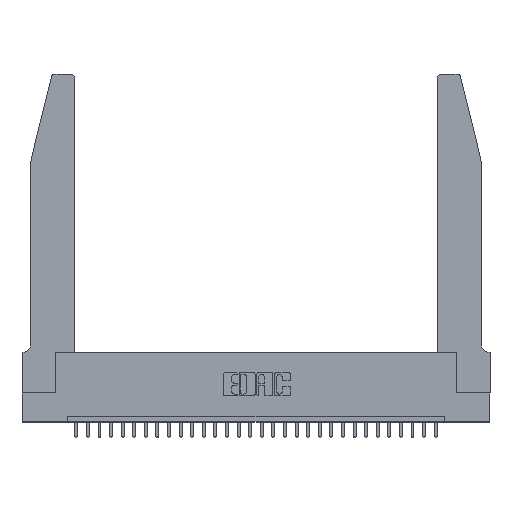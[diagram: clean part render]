
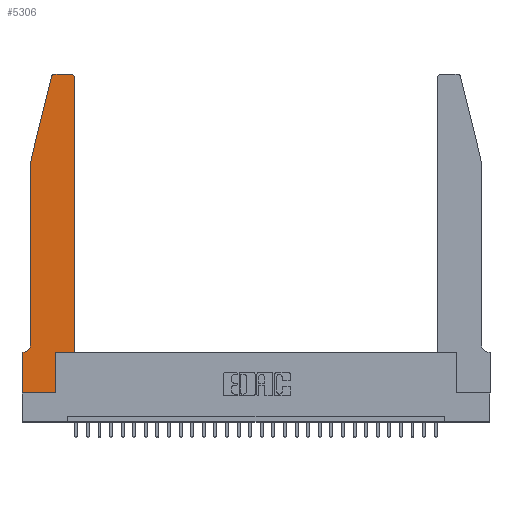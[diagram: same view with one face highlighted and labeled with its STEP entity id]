
A CAD part, top view. The second image highlights one B-rep face of the part: STEP entity #5306.
In plain terms, the highlighted planar face has unit normal (0, 0, 1).
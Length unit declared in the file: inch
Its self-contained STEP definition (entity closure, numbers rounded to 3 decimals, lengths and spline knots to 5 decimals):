
#2 = ORIENTED_EDGE ( 'NONE', *, *, #27198, .T. ) ;
#92 = DIRECTION ( 'NONE',  ( 0., 1., 0. ) ) ;
#178 = ORIENTED_EDGE ( 'NONE', *, *, #5381, .T. ) ;
#209 = DIRECTION ( 'NONE',  ( 1., 0., 0. ) ) ;
#251 = DIRECTION ( 'NONE',  ( 0., 1., 0. ) ) ;
#393 = ORIENTED_EDGE ( 'NONE', *, *, #27300, .T. ) ;
#778 = CARTESIAN_POINT ( 'NONE',  ( 0.4505, 0.35, 0.37 ) ) ;
#808 = VERTEX_POINT ( 'NONE', #8438 ) ;
#845 = CARTESIAN_POINT ( 'NONE',  ( 0.4205, 2.75, 0.37 ) ) ;
#1103 = VECTOR ( 'NONE', #26581, 39.37008 ) ;
#1745 = VERTEX_POINT ( 'NONE', #778 ) ;
#1814 = LINE ( 'NONE', #6164, #27722 ) ;
#2166 = LINE ( 'NONE', #10021, #18985 ) ;
#2268 = CARTESIAN_POINT ( 'NONE',  ( 0., 0., 0.37 ) ) ;
#3002 = CARTESIAN_POINT ( 'NONE',  ( 0.0755, 2., 0.37 ) ) ;
#3191 = EDGE_CURVE ( 'NONE', #25193, #19372, #28611, .T. ) ;
#3579 = VECTOR ( 'NONE', #92, 39.37008 ) ;
#3691 = CARTESIAN_POINT ( 'NONE',  ( 0.4505, 2.72, 0.37 ) ) ;
#4084 = VERTEX_POINT ( 'NONE', #6308 ) ;
#4650 = LINE ( 'NONE', #20506, #14087 ) ;
#4845 = VECTOR ( 'NONE', #8713, 39.37008 ) ;
#4852 = EDGE_CURVE ( 'NONE', #20026, #12407, #8833, .T. ) ;
#5014 = VERTEX_POINT ( 'NONE', #845 ) ;
#5220 = EDGE_CURVE ( 'NONE', #12407, #25193, #1814, .T. ) ;
#5222 = ORIENTED_EDGE ( 'NONE', *, *, #8874, .T. ) ;
#5306 = ADVANCED_FACE ( 'NONE', ( #23331 ), #20810, .T. ) ;
#5381 = EDGE_CURVE ( 'NONE', #1745, #20733, #9042, .T. ) ;
#5407 = CARTESIAN_POINT ( 'NONE',  ( 0.0755, 0.42, 0.37 ) ) ;
#5880 = CARTESIAN_POINT ( 'NONE',  ( 0.0755, 0.35, 0.37 ) ) ;
#5983 = AXIS2_PLACEMENT_3D ( 'NONE', #27921, #16284, #18663 ) ;
#6007 = CIRCLE ( 'NONE', #5983, 0.03 ) ;
#6164 = CARTESIAN_POINT ( 'NONE',  ( 0.0755, 2., 0.37 ) ) ;
#6266 = DIRECTION ( 'NONE',  ( -1., 0., 0. ) ) ;
#6308 = CARTESIAN_POINT ( 'NONE',  ( 0.2865, 0.35, 0.37 ) ) ;
#6463 = DIRECTION ( 'NONE',  ( 0., 0., -1. ) ) ;
#6940 = DIRECTION ( 'NONE',  ( 1., 0., 0. ) ) ;
#8438 = CARTESIAN_POINT ( 'NONE',  ( 0.2865, 0., 0.37 ) ) ;
#8674 = DIRECTION ( 'NONE',  ( -1., 0., 0. ) ) ;
#8713 = DIRECTION ( 'NONE',  ( -0.239, -0.971, 0. ) ) ;
#8816 = CARTESIAN_POINT ( 'NONE',  ( 0.0755, 2., 0.37 ) ) ;
#8833 = LINE ( 'NONE', #8816, #4845 ) ;
#8874 = EDGE_CURVE ( 'NONE', #27398, #808, #23059, .T. ) ;
#8982 = AXIS2_PLACEMENT_3D ( 'NONE', #11287, #11485, #27815 ) ;
#9042 = LINE ( 'NONE', #24182, #3579 ) ;
#9364 = CARTESIAN_POINT ( 'NONE',  ( 0.4205, 2.72, 0.37 ) ) ;
#9859 = CARTESIAN_POINT ( 'NONE',  ( 0.2865, 0.35, 0.37 ) ) ;
#10021 = CARTESIAN_POINT ( 'NONE',  ( 0.4505, 0.35, 0.37 ) ) ;
#10225 = EDGE_CURVE ( 'NONE', #4084, #1745, #2166, .T. ) ;
#10284 = EDGE_LOOP ( 'NONE', ( #2, #23874, #29167, #24988, #29742, #22437, #23866, #5222, #29470, #22748, #178, #393 ) ) ;
#11025 = LINE ( 'NONE', #9859, #11754 ) ;
#11287 = CARTESIAN_POINT ( 'NONE',  ( 0., 0.35, 0.37 ) ) ;
#11404 = CARTESIAN_POINT ( 'NONE',  ( 0., 0., 0.37 ) ) ;
#11485 = DIRECTION ( 'NONE',  ( 0., 0., 1. ) ) ;
#11704 = DIRECTION ( 'NONE',  ( 0., 0., 1. ) ) ;
#11754 = VECTOR ( 'NONE', #251, 39.37008 ) ;
#11924 = VECTOR ( 'NONE', #15414, 39.37008 ) ;
#12407 = VERTEX_POINT ( 'NONE', #3002 ) ;
#13177 = CARTESIAN_POINT ( 'NONE',  ( 0., 0., 0.37 ) ) ;
#14087 = VECTOR ( 'NONE', #8674, 39.37008 ) ;
#14344 = CARTESIAN_POINT ( 'NONE',  ( 0.284, 2.75, 0.37 ) ) ;
#14860 = LINE ( 'NONE', #13177, #11924 ) ;
#15092 = EDGE_CURVE ( 'NONE', #18880, #20026, #6007, .T. ) ;
#15414 = DIRECTION ( 'NONE',  ( 0., -1., 0. ) ) ;
#16284 = DIRECTION ( 'NONE',  ( 0., 0., 1. ) ) ;
#17236 = EDGE_CURVE ( 'NONE', #19372, #18684, #19761, .T. ) ;
#18006 = CARTESIAN_POINT ( 'NONE',  ( 0.0055, 0.35, 0.37 ) ) ;
#18663 = DIRECTION ( 'NONE',  ( 1., 0., 0. ) ) ;
#18684 = VERTEX_POINT ( 'NONE', #23125 ) ;
#18880 = VERTEX_POINT ( 'NONE', #14344 ) ;
#18893 = CARTESIAN_POINT ( 'NONE',  ( 0.25487, 2.72718, 0.37 ) ) ;
#18985 = VECTOR ( 'NONE', #28661, 39.37008 ) ;
#19372 = VERTEX_POINT ( 'NONE', #18006 ) ;
#19761 = LINE ( 'NONE', #5880, #1103 ) ;
#20026 = VERTEX_POINT ( 'NONE', #18893 ) ;
#20506 = CARTESIAN_POINT ( 'NONE',  ( 0.2605, 2.75, 0.37 ) ) ;
#20733 = VERTEX_POINT ( 'NONE', #3691 ) ;
#20810 = PLANE ( 'NONE',  #8982 ) ;
#21055 = AXIS2_PLACEMENT_3D ( 'NONE', #29787, #6463, #6266 ) ;
#22437 = ORIENTED_EDGE ( 'NONE', *, *, #17236, .T. ) ;
#22485 = DIRECTION ( 'NONE',  ( 0., -1., 0. ) ) ;
#22748 = ORIENTED_EDGE ( 'NONE', *, *, #10225, .T. ) ;
#23059 = LINE ( 'NONE', #2268, #25246 ) ;
#23125 = CARTESIAN_POINT ( 'NONE',  ( 0., 0.35, 0.37 ) ) ;
#23331 = FACE_OUTER_BOUND ( 'NONE', #10284, .T. ) ;
#23866 = ORIENTED_EDGE ( 'NONE', *, *, #26717, .T. ) ;
#23874 = ORIENTED_EDGE ( 'NONE', *, *, #15092, .T. ) ;
#24182 = CARTESIAN_POINT ( 'NONE',  ( 0.4505, 0.35, 0.37 ) ) ;
#24988 = ORIENTED_EDGE ( 'NONE', *, *, #5220, .T. ) ;
#25193 = VERTEX_POINT ( 'NONE', #5407 ) ;
#25246 = VECTOR ( 'NONE', #209, 39.37008 ) ;
#26581 = DIRECTION ( 'NONE',  ( -1., 0., 0. ) ) ;
#26717 = EDGE_CURVE ( 'NONE', #18684, #27398, #14860, .T. ) ;
#27198 = EDGE_CURVE ( 'NONE', #5014, #18880, #4650, .T. ) ;
#27300 = EDGE_CURVE ( 'NONE', #20733, #5014, #28321, .T. ) ;
#27398 = VERTEX_POINT ( 'NONE', #11404 ) ;
#27691 = AXIS2_PLACEMENT_3D ( 'NONE', #9364, #11704, #6940 ) ;
#27722 = VECTOR ( 'NONE', #22485, 39.37008 ) ;
#27815 = DIRECTION ( 'NONE',  ( 1., 0., 0. ) ) ;
#27921 = CARTESIAN_POINT ( 'NONE',  ( 0.284, 2.72, 0.37 ) ) ;
#28321 = CIRCLE ( 'NONE', #27691, 0.03 ) ;
#28611 = CIRCLE ( 'NONE', #21055, 0.07 ) ;
#28661 = DIRECTION ( 'NONE',  ( 1., 0., 0. ) ) ;
#29167 = ORIENTED_EDGE ( 'NONE', *, *, #4852, .T. ) ;
#29338 = EDGE_CURVE ( 'NONE', #808, #4084, #11025, .T. ) ;
#29470 = ORIENTED_EDGE ( 'NONE', *, *, #29338, .T. ) ;
#29742 = ORIENTED_EDGE ( 'NONE', *, *, #3191, .T. ) ;
#29787 = CARTESIAN_POINT ( 'NONE',  ( 0.0055, 0.42, 0.37 ) ) ;
